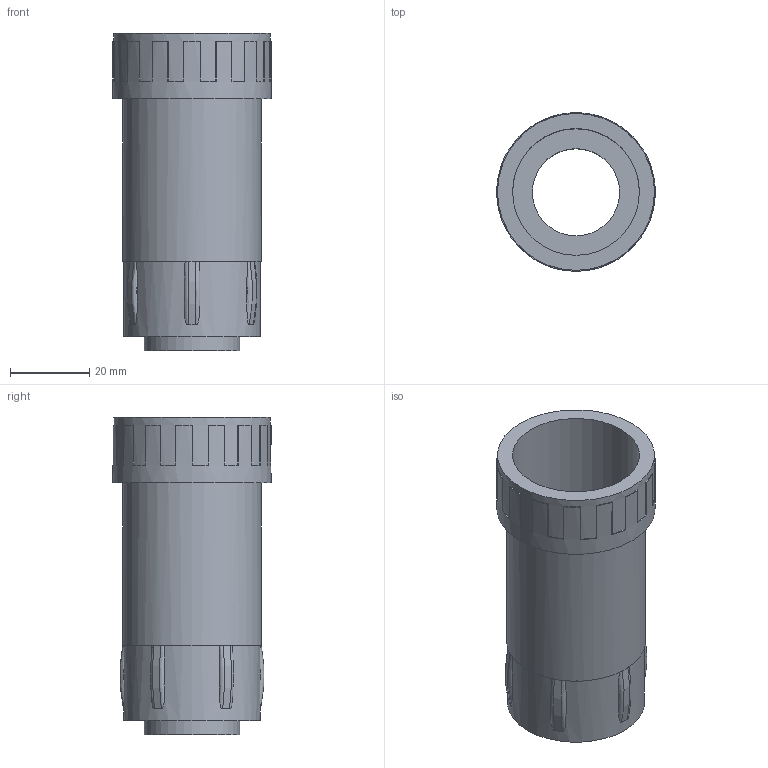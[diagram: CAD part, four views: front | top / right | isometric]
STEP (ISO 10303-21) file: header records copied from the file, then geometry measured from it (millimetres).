
FILE_DESCRIPTION (( 'STEP AP203' ), '1' );
FILE_NAME ('CTA10D-GS32-K41-020 Ìóôòà òðóáà 32 - òðóáà àðìèðîâàííàÿ 32. IP65 GS32 ÈÝÊ.STEP', '2016-07-04T12:07:20', ( '' ), ( '' ), 'SwSTEP 2.0', 'SolidWorks 2014', '' );
FILE_SCHEMA (( 'CONFIG_CONTROL_DESIGN' ));
Length unit declared in the file: millimetre
Products named in the file (1): CTA10D-GS32-K41-020 Ìóôòà òðóáà 32 - òðóáà àðìèðîâàííàÿ 32. IP65 GS32 ÈÝÊ
Bounding box: 40 x 40 x 80 mm (x, y, z)
Volume: 19656.5 mm3; surface area: 21052.6 mm2
Topology: 1 solids, 1 shells, 134 faces, 361 edges, 233 vertices
Faces by surface type: plane 108, cylinder 14, torus 12
Full cylindrical faces by diameter (mm): 22 x1, 24 x1, 32 x2, 34.5 x1, 35 x1, 39.6 x1, 40 x1
Entity records: 4461 total; most frequent: CARTESIAN_POINT 1083, ORIENTED_EDGE 696, DIRECTION 690, EDGE_CURVE 348, AXIS2_PLACEMENT_3D 267, VERTEX_POINT 228, VECTOR 156, LINE 156
